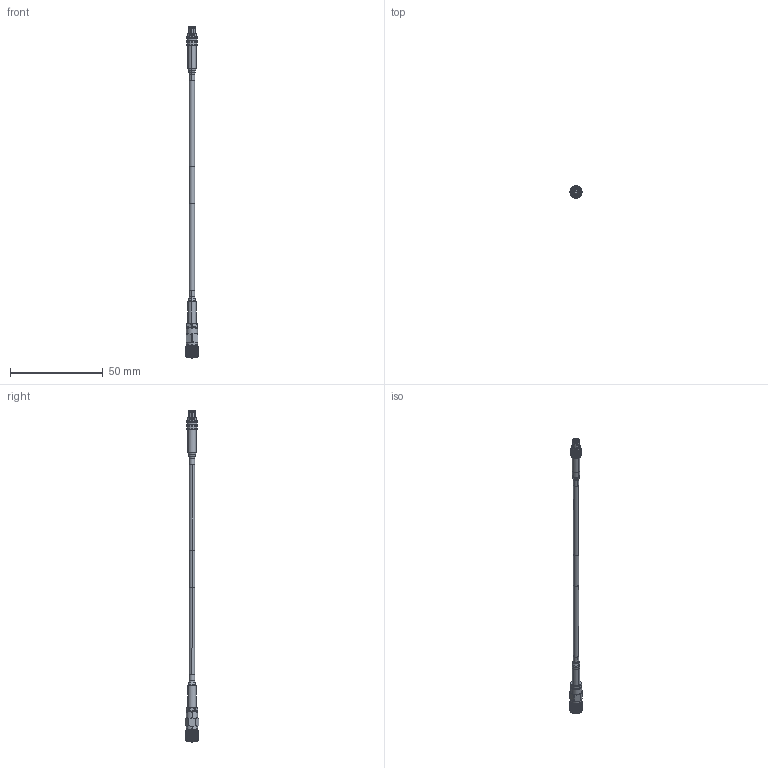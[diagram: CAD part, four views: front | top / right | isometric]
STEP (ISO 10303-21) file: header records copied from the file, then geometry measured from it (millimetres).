
FILE_DESCRIPTION (( 'STEP AP214' ), '1' );
FILE_NAME ('FMC01180-0001_3D.step', '2023-05-10T07:31:31', ( '' ), ( '' ), 'SwSTEP 2.0', 'SolidWorks 2022', '' );
FILE_SCHEMA (( 'AUTOMOTIVE_DESIGN' ));
Length unit declared in the file: inch
Products named in the file (6): SC5560; LMR-100A-UF_WITH LABEL; Copy of HeatShrink_SC5560^FMC01180-0001; Copy of HeatShrink_SC9413A^FMC01180-0001; SC9413A; FMC01180-0001_3D
Assembly tree (5 placements, depth 2):
  FMC01180-0001_3D
    SC5560
    Copy of HeatShrink_SC5560^FMC01180-0001
    LMR-100A-UF_WITH LABEL
    Copy of HeatShrink_SC9413A^FMC01180-0001
    SC9413A
Bounding box: 6.5 x 7.16 x 178.97 mm (x, y, z)
Volume: 2221.9 mm3; surface area: 3697.8 mm2
Topology: 8 solids, 8 shells, 2099 faces, 4442 edges, 2385 vertices
Faces by surface type: bspline 1457, cylinder 500, plane 78, cone 56, torus 8
Entity records: 89877 total; most frequent: CARTESIAN_POINT 60925, ORIENTED_EDGE 8884, EDGE_CURVE 4442, VERTEX_POINT 2385, DIRECTION 2315, EDGE_LOOP 2129, FACE_OUTER_BOUND 2099, ADVANCED_FACE 2099
